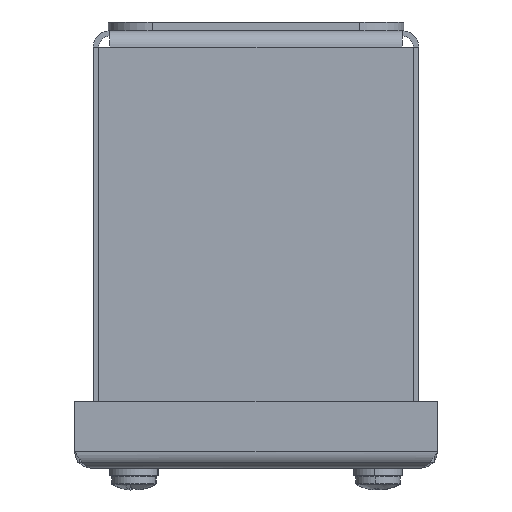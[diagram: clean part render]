
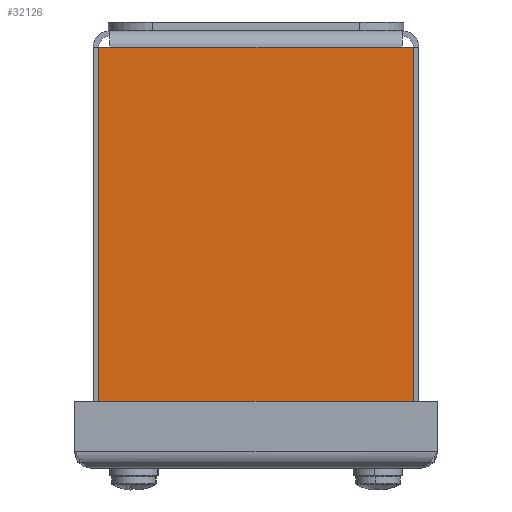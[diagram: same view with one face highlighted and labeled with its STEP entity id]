
A CAD part, front view. The second image highlights one B-rep face of the part: STEP entity #32126.
In plain terms, the highlighted planar face has unit normal (0, -1, 0).
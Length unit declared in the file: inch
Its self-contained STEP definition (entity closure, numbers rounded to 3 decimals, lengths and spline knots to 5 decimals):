
#271 = CARTESIAN_POINT ( 'NONE',  ( 2.40855, 0.15, 1.7497 ) ) ;
#877 = LINE ( 'NONE', #20170, #18895 ) ;
#1693 = ORIENTED_EDGE ( 'NONE', *, *, #36935, .T. ) ;
#1782 = CARTESIAN_POINT ( 'NONE',  ( 2.40875, 0.15, 1.7497 ) ) ;
#2687 = EDGE_CURVE ( 'NONE', #17432, #32460, #3886, .T. ) ;
#3127 = DIRECTION ( 'NONE',  ( 0., 0., 1. ) ) ;
#3277 = VERTEX_POINT ( 'NONE', #24892 ) ;
#3553 = EDGE_CURVE ( 'NONE', #3277, #17432, #44927, .T. ) ;
#3734 = PLANE ( 'NONE',  #40167 ) ;
#3886 = LINE ( 'NONE', #21547, #43234 ) ;
#4201 = LINE ( 'NONE', #32986, #35876 ) ;
#5067 = DIRECTION ( 'NONE',  ( 0., 0., -1. ) ) ;
#5733 = VECTOR ( 'NONE', #17568, 39.37008 ) ;
#5835 = CARTESIAN_POINT ( 'NONE',  ( 2.40875, 0.15, 1.7497 ) ) ;
#6733 = CARTESIAN_POINT ( 'NONE',  ( 4.05125, 0.15, 5.00325 ) ) ;
#7436 = LINE ( 'NONE', #25544, #11259 ) ;
#7821 = VERTEX_POINT ( 'NONE', #20588 ) ;
#9298 = CARTESIAN_POINT ( 'NONE',  ( 4.14429, 0.15, 1.687 ) ) ;
#9767 = VERTEX_POINT ( 'NONE', #24140 ) ;
#10021 = CARTESIAN_POINT ( 'NONE',  ( 3.22145, 0.15, 1.7497 ) ) ;
#10269 = CARTESIAN_POINT ( 'NONE',  ( 1.48571, 0.15, 5.00325 ) ) ;
#10722 = ORIENTED_EDGE ( 'NONE', *, *, #24069, .T. ) ;
#11031 = DIRECTION ( 'NONE',  ( 0., 0., 1. ) ) ;
#11190 = VECTOR ( 'NONE', #5067, 39.37008 ) ;
#11225 = DIRECTION ( 'NONE',  ( 1., 0., 0. ) ) ;
#11259 = VECTOR ( 'NONE', #11031, 39.37008 ) ;
#11392 = ORIENTED_EDGE ( 'NONE', *, *, #23618, .F. ) ;
#12024 = VECTOR ( 'NONE', #21776, 39.37008 ) ;
#12259 = CARTESIAN_POINT ( 'NONE',  ( 4.14429, 0.15, 5.00325 ) ) ;
#13340 = DIRECTION ( 'NONE',  ( 0., 0., -1. ) ) ;
#13511 = EDGE_CURVE ( 'NONE', #17010, #9767, #35933, .T. ) ;
#14121 = VECTOR ( 'NONE', #24241, 39.37008 ) ;
#14443 = ORIENTED_EDGE ( 'NONE', *, *, #16475, .F. ) ;
#14767 = LINE ( 'NONE', #29729, #46677 ) ;
#14832 = VERTEX_POINT ( 'NONE', #19004 ) ;
#15793 = ORIENTED_EDGE ( 'NONE', *, *, #2687, .T. ) ;
#16190 = LINE ( 'NONE', #38527, #11190 ) ;
#16270 = VERTEX_POINT ( 'NONE', #27488 ) ;
#16475 = EDGE_CURVE ( 'NONE', #19175, #17010, #14767, .T. ) ;
#17010 = VERTEX_POINT ( 'NONE', #46385 ) ;
#17034 = VERTEX_POINT ( 'NONE', #1782 ) ;
#17321 = DIRECTION ( 'NONE',  ( 1., 0., 0. ) ) ;
#17432 = VERTEX_POINT ( 'NONE', #37981 ) ;
#17568 = DIRECTION ( 'NONE',  ( 1., 0., 0. ) ) ;
#17643 = ORIENTED_EDGE ( 'NONE', *, *, #36638, .T. ) ;
#18009 = DIRECTION ( 'NONE',  ( 0., 0., -1. ) ) ;
#18485 = EDGE_CURVE ( 'NONE', #3277, #16270, #877, .T. ) ;
#18895 = VECTOR ( 'NONE', #34238, 39.37008 ) ;
#18992 = VERTEX_POINT ( 'NONE', #39782 ) ;
#19004 = CARTESIAN_POINT ( 'NONE',  ( 4.05125, 0.15, 5.00325 ) ) ;
#19175 = VERTEX_POINT ( 'NONE', #30723 ) ;
#20170 = CARTESIAN_POINT ( 'NONE',  ( 2.815, 0.15, 1.7495 ) ) ;
#20276 = EDGE_CURVE ( 'NONE', #41892, #17034, #24836, .T. ) ;
#20588 = CARTESIAN_POINT ( 'NONE',  ( 4.14429, 0.15, 1.687 ) ) ;
#21073 = LINE ( 'NONE', #45895, #14121 ) ;
#21228 = ORIENTED_EDGE ( 'NONE', *, *, #13511, .F. ) ;
#21398 = DIRECTION ( 'NONE',  ( 0., 1., 0. ) ) ;
#21547 = CARTESIAN_POINT ( 'NONE',  ( 3.22125, 0.15, 1.7497 ) ) ;
#21776 = DIRECTION ( 'NONE',  ( -1., 0., 0. ) ) ;
#23166 = VERTEX_POINT ( 'NONE', #34340 ) ;
#23207 = EDGE_CURVE ( 'NONE', #27672, #7821, #16190, .T. ) ;
#23618 = EDGE_CURVE ( 'NONE', #7821, #23166, #25889, .T. ) ;
#23921 = VECTOR ( 'NONE', #32746, 39.37008 ) ;
#24069 = EDGE_CURVE ( 'NONE', #18992, #41892, #7436, .T. ) ;
#24140 = CARTESIAN_POINT ( 'NONE',  ( 1.57875, 0.15, 5.00325 ) ) ;
#24241 = DIRECTION ( 'NONE',  ( 0., 0., -1. ) ) ;
#24836 = LINE ( 'NONE', #40159, #30267 ) ;
#24892 = CARTESIAN_POINT ( 'NONE',  ( 3.22125, 0.15, 1.7495 ) ) ;
#24953 = DIRECTION ( 'NONE',  ( -1., 0., 0. ) ) ;
#25012 = DIRECTION ( 'NONE',  ( 1., 0., 0. ) ) ;
#25352 = ORIENTED_EDGE ( 'NONE', *, *, #3553, .T. ) ;
#25544 = CARTESIAN_POINT ( 'NONE',  ( 2.40855, 0.15, 1.687 ) ) ;
#25889 = LINE ( 'NONE', #33388, #12024 ) ;
#27434 = VECTOR ( 'NONE', #24953, 39.37008 ) ;
#27488 = CARTESIAN_POINT ( 'NONE',  ( 2.40875, 0.15, 1.7495 ) ) ;
#27672 = VERTEX_POINT ( 'NONE', #12259 ) ;
#27954 = EDGE_CURVE ( 'NONE', #18992, #19175, #39797, .T. ) ;
#28473 = LINE ( 'NONE', #6733, #5733 ) ;
#29042 = DIRECTION ( 'NONE',  ( 1., 0., 0. ) ) ;
#29107 = CARTESIAN_POINT ( 'NONE',  ( 3.22125, 0.15, 1.687 ) ) ;
#29707 = ORIENTED_EDGE ( 'NONE', *, *, #27954, .F. ) ;
#29729 = CARTESIAN_POINT ( 'NONE',  ( 1.48571, 0.15, 1.687 ) ) ;
#30267 = VECTOR ( 'NONE', #17321, 39.37008 ) ;
#30723 = CARTESIAN_POINT ( 'NONE',  ( 1.48571, 0.15, 1.687 ) ) ;
#32126 = ADVANCED_FACE ( 'NONE', ( #35738 ), #3734, .F. ) ;
#32460 = VERTEX_POINT ( 'NONE', #10021 ) ;
#32661 = VECTOR ( 'NONE', #13340, 39.37008 ) ;
#32746 = DIRECTION ( 'NONE',  ( 0., 0., 1. ) ) ;
#32986 = CARTESIAN_POINT ( 'NONE',  ( 4.05125, 0.15, 5.00325 ) ) ;
#33388 = CARTESIAN_POINT ( 'NONE',  ( 4.14429, 0.15, 1.687 ) ) ;
#34202 = ORIENTED_EDGE ( 'NONE', *, *, #18485, .F. ) ;
#34238 = DIRECTION ( 'NONE',  ( -1., 0., 0. ) ) ;
#34340 = CARTESIAN_POINT ( 'NONE',  ( 3.22145, 0.15, 1.687 ) ) ;
#35356 = LINE ( 'NONE', #5835, #32661 ) ;
#35738 = FACE_OUTER_BOUND ( 'NONE', #40630, .T. ) ;
#35876 = VECTOR ( 'NONE', #11225, 39.37008 ) ;
#35933 = LINE ( 'NONE', #10269, #44780 ) ;
#36638 = EDGE_CURVE ( 'NONE', #32460, #23166, #21073, .T. ) ;
#36935 = EDGE_CURVE ( 'NONE', #17034, #16270, #35356, .T. ) ;
#37981 = CARTESIAN_POINT ( 'NONE',  ( 3.22125, 0.15, 1.7497 ) ) ;
#38527 = CARTESIAN_POINT ( 'NONE',  ( 4.14429, 0.15, 5.00325 ) ) ;
#39782 = CARTESIAN_POINT ( 'NONE',  ( 2.40855, 0.15, 1.687 ) ) ;
#39797 = LINE ( 'NONE', #9298, #27434 ) ;
#40159 = CARTESIAN_POINT ( 'NONE',  ( 2.40855, 0.15, 1.7497 ) ) ;
#40167 = AXIS2_PLACEMENT_3D ( 'NONE', #43755, #21398, #18009 ) ;
#40277 = ORIENTED_EDGE ( 'NONE', *, *, #46814, .F. ) ;
#40630 = EDGE_LOOP ( 'NONE', ( #46255, #1693, #34202, #25352, #15793, #17643, #11392, #45020, #47029, #40277, #21228, #14443, #29707, #10722 ) ) ;
#41892 = VERTEX_POINT ( 'NONE', #271 ) ;
#43234 = VECTOR ( 'NONE', #29042, 39.37008 ) ;
#43755 = CARTESIAN_POINT ( 'NONE',  ( 2.815, 0.15, 3.42835 ) ) ;
#44780 = VECTOR ( 'NONE', #25012, 39.37008 ) ;
#44927 = LINE ( 'NONE', #29107, #23921 ) ;
#45020 = ORIENTED_EDGE ( 'NONE', *, *, #23207, .F. ) ;
#45895 = CARTESIAN_POINT ( 'NONE',  ( 3.22145, 0.15, 1.7497 ) ) ;
#46255 = ORIENTED_EDGE ( 'NONE', *, *, #20276, .T. ) ;
#46385 = CARTESIAN_POINT ( 'NONE',  ( 1.48571, 0.15, 5.00325 ) ) ;
#46677 = VECTOR ( 'NONE', #3127, 39.37008 ) ;
#46814 = EDGE_CURVE ( 'NONE', #9767, #14832, #28473, .T. ) ;
#47029 = ORIENTED_EDGE ( 'NONE', *, *, #47174, .F. ) ;
#47174 = EDGE_CURVE ( 'NONE', #14832, #27672, #4201, .T. ) ;
